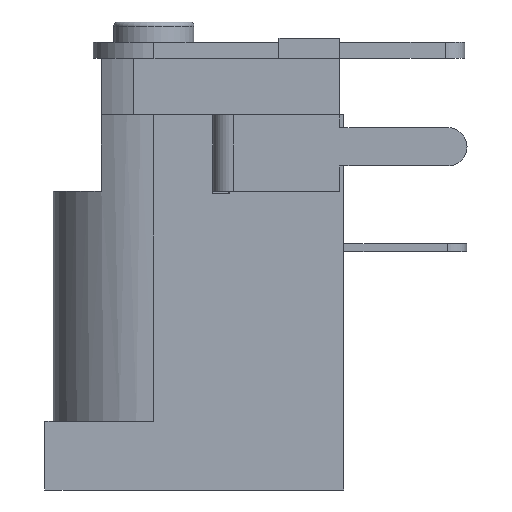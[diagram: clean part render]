
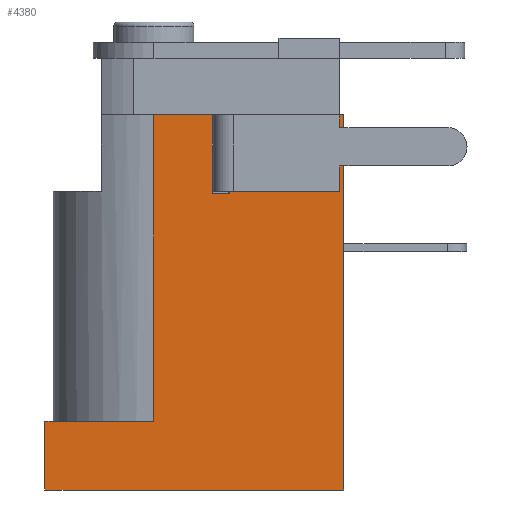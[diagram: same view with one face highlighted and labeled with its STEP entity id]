
A CAD part, left-side view. The second image highlights one B-rep face of the part: STEP entity #4380.
In plain terms, the highlighted planar face has unit normal (-1, 0, 0).
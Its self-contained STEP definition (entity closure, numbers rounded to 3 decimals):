
#12 = CARTESIAN_POINT ( 'NONE',  ( -2.5, 2.7, 0. ) ) ;
#28 = ORIENTED_EDGE ( 'NONE', *, *, #1594, .T. ) ;
#379 = DIRECTION ( 'NONE',  ( 0., 1., 0. ) ) ;
#500 = VECTOR ( 'NONE', #2945, 1000. ) ;
#503 = CARTESIAN_POINT ( 'NONE',  ( -2.5, 2.7, 7.6 ) ) ;
#648 = LINE ( 'NONE', #3472, #794 ) ;
#662 = EDGE_LOOP ( 'NONE', ( #994, #5553, #824, #4708, #6020, #4373, #679, #28, #2369, #3456 ) ) ;
#679 = ORIENTED_EDGE ( 'NONE', *, *, #1450, .F. ) ;
#696 = EDGE_CURVE ( 'NONE', #3266, #3710, #5301, .T. ) ;
#764 = VERTEX_POINT ( 'NONE', #4765 ) ;
#786 = LINE ( 'NONE', #503, #1705 ) ;
#794 = VECTOR ( 'NONE', #2655, 1000. ) ;
#824 = ORIENTED_EDGE ( 'NONE', *, *, #3163, .T. ) ;
#859 = LINE ( 'NONE', #973, #500 ) ;
#940 = PLANE ( 'NONE',  #4701 ) ;
#952 = CARTESIAN_POINT ( 'NONE',  ( -2.5, -4.7, 0. ) ) ;
#973 = CARTESIAN_POINT ( 'NONE',  ( -2.5, 2.7, 0. ) ) ;
#994 = ORIENTED_EDGE ( 'NONE', *, *, #5481, .T. ) ;
#995 = CARTESIAN_POINT ( 'NONE',  ( -2.5, 0., 7.6 ) ) ;
#1386 = CARTESIAN_POINT ( 'NONE',  ( -2.5, -1.88, 0. ) ) ;
#1394 = EDGE_CURVE ( 'NONE', #2744, #4831, #5989, .T. ) ;
#1450 = EDGE_CURVE ( 'NONE', #3987, #4747, #859, .T. ) ;
#1458 = DIRECTION ( 'NONE',  ( 0., 0., 1. ) ) ;
#1477 = CARTESIAN_POINT ( 'NONE',  ( -2.5, 0., 0. ) ) ;
#1497 = CARTESIAN_POINT ( 'NONE',  ( -2.5, -4.7, 7.6 ) ) ;
#1516 = DIRECTION ( 'NONE',  ( 0., 0., 1. ) ) ;
#1575 = CARTESIAN_POINT ( 'NONE',  ( -2.5, -4.7, -1.7 ) ) ;
#1594 = EDGE_CURVE ( 'NONE', #3987, #6169, #648, .T. ) ;
#1625 = DIRECTION ( 'NONE',  ( 0., 1., 0. ) ) ;
#1664 = CARTESIAN_POINT ( 'NONE',  ( -2.5, 2.7, -1.7 ) ) ;
#1705 = VECTOR ( 'NONE', #6184, 1000. ) ;
#1869 = DIRECTION ( 'NONE',  ( 0., 0., -1. ) ) ;
#1882 = DIRECTION ( 'NONE',  ( 0., 1., 0. ) ) ;
#1895 = LINE ( 'NONE', #1386, #2043 ) ;
#1976 = DIRECTION ( 'NONE',  ( 0., 0., 1. ) ) ;
#1998 = VECTOR ( 'NONE', #379, 1000. ) ;
#2043 = VECTOR ( 'NONE', #1869, 1000. ) ;
#2051 = DIRECTION ( 'NONE',  ( -1., 0., 0. ) ) ;
#2305 = CARTESIAN_POINT ( 'NONE',  ( -2.5, 2.7, 0. ) ) ;
#2369 = ORIENTED_EDGE ( 'NONE', *, *, #6059, .T. ) ;
#2440 = VERTEX_POINT ( 'NONE', #1497 ) ;
#2655 = DIRECTION ( 'NONE',  ( 0., -1., 0. ) ) ;
#2744 = VERTEX_POINT ( 'NONE', #3186 ) ;
#2835 = LINE ( 'NONE', #3794, #1998 ) ;
#2880 = CARTESIAN_POINT ( 'NONE',  ( -2.5, 2.7, 5.65 ) ) ;
#2945 = DIRECTION ( 'NONE',  ( 0., 0., 1. ) ) ;
#3163 = EDGE_CURVE ( 'NONE', #3710, #764, #6196, .T. ) ;
#3186 = CARTESIAN_POINT ( 'NONE',  ( -2.5, 0., 0. ) ) ;
#3266 = VERTEX_POINT ( 'NONE', #3441 ) ;
#3290 = EDGE_CURVE ( 'NONE', #2744, #4747, #5078, .T. ) ;
#3417 = CARTESIAN_POINT ( 'NONE',  ( -2.5, -1.45, 5.65 ) ) ;
#3440 = VECTOR ( 'NONE', #1625, 1000. ) ;
#3441 = CARTESIAN_POINT ( 'NONE',  ( -2.5, -1.88, 5.65 ) ) ;
#3456 = ORIENTED_EDGE ( 'NONE', *, *, #3558, .T. ) ;
#3472 = CARTESIAN_POINT ( 'NONE',  ( -2.5, 2.7, -1.7 ) ) ;
#3558 = EDGE_CURVE ( 'NONE', #2440, #6151, #2835, .T. ) ;
#3710 = VERTEX_POINT ( 'NONE', #3417 ) ;
#3749 = VECTOR ( 'NONE', #1976, 1000. ) ;
#3766 = VECTOR ( 'NONE', #1458, 1000. ) ;
#3794 = CARTESIAN_POINT ( 'NONE',  ( -2.5, 2.7, 7.6 ) ) ;
#3987 = VERTEX_POINT ( 'NONE', #1664 ) ;
#4066 = LINE ( 'NONE', #952, #3766 ) ;
#4296 = EDGE_CURVE ( 'NONE', #764, #4831, #786, .T. ) ;
#4373 = ORIENTED_EDGE ( 'NONE', *, *, #3290, .T. ) ;
#4380 = ADVANCED_FACE ( 'NONE', ( #6030 ), #940, .T. ) ;
#4701 = AXIS2_PLACEMENT_3D ( 'NONE', #12, #2051, #5523 ) ;
#4708 = ORIENTED_EDGE ( 'NONE', *, *, #4296, .T. ) ;
#4747 = VERTEX_POINT ( 'NONE', #2305 ) ;
#4765 = CARTESIAN_POINT ( 'NONE',  ( -2.5, -1.45, 7.6 ) ) ;
#4831 = VERTEX_POINT ( 'NONE', #995 ) ;
#4877 = CARTESIAN_POINT ( 'NONE',  ( -2.5, -1.45, 0. ) ) ;
#4937 = CARTESIAN_POINT ( 'NONE',  ( -2.5, 2.7, 0. ) ) ;
#4951 = CARTESIAN_POINT ( 'NONE',  ( -2.5, -1.88, 7.6 ) ) ;
#5078 = LINE ( 'NONE', #4937, #3440 ) ;
#5228 = VECTOR ( 'NONE', #1882, 1000. ) ;
#5301 = LINE ( 'NONE', #2880, #5228 ) ;
#5463 = VECTOR ( 'NONE', #1516, 1000. ) ;
#5481 = EDGE_CURVE ( 'NONE', #6151, #3266, #1895, .T. ) ;
#5523 = DIRECTION ( 'NONE',  ( 0., 0., 1. ) ) ;
#5553 = ORIENTED_EDGE ( 'NONE', *, *, #696, .T. ) ;
#5989 = LINE ( 'NONE', #1477, #3749 ) ;
#6020 = ORIENTED_EDGE ( 'NONE', *, *, #1394, .F. ) ;
#6030 = FACE_OUTER_BOUND ( 'NONE', #662, .T. ) ;
#6059 = EDGE_CURVE ( 'NONE', #6169, #2440, #4066, .T. ) ;
#6151 = VERTEX_POINT ( 'NONE', #4951 ) ;
#6169 = VERTEX_POINT ( 'NONE', #1575 ) ;
#6184 = DIRECTION ( 'NONE',  ( 0., 1., 0. ) ) ;
#6196 = LINE ( 'NONE', #4877, #5463 ) ;
